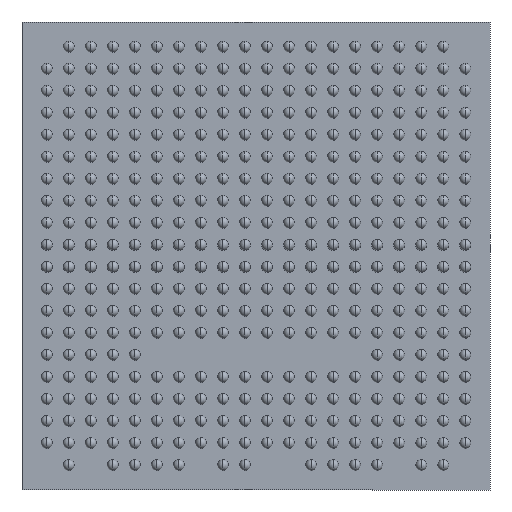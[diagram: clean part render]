
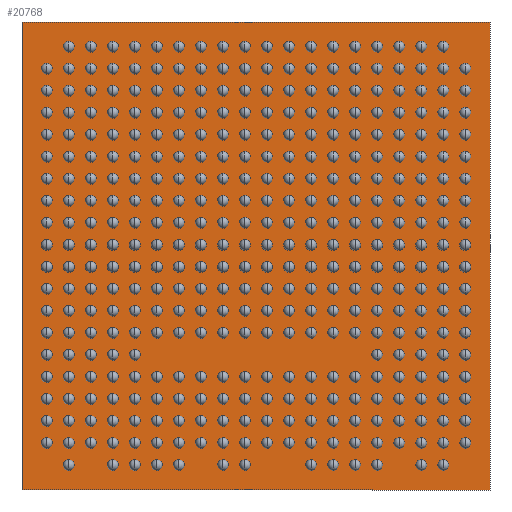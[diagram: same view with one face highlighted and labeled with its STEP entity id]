
A CAD part, front view. The second image highlights one B-rep face of the part: STEP entity #20768.
In plain terms, the highlighted planar face has unit normal (0, -1, 0).
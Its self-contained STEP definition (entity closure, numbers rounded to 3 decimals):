
#155 = ORIENTED_EDGE ( 'NONE', *, *, #6601, .F. ) ;
#933 = ORIENTED_EDGE ( 'NONE', *, *, #20075, .F. ) ;
#1777 = FACE_OUTER_BOUND ( 'NONE', #20209, .T. ) ;
#1864 = CARTESIAN_POINT ( 'NONE',  ( -8.5, 0., -8.5 ) ) ;
#2082 = EDGE_CURVE ( 'NONE', #10425, #29291, #14962, .T. ) ;
#2698 = VECTOR ( 'NONE', #6514, 1000. ) ;
#2764 = ORIENTED_EDGE ( 'NONE', *, *, #2082, .F. ) ;
#2783 = CARTESIAN_POINT ( 'NONE',  ( -8.5, 0., 8.5 ) ) ;
#2859 = LINE ( 'NONE', #17912, #28117 ) ;
#5244 = LINE ( 'NONE', #31462, #11763 ) ;
#6514 = DIRECTION ( 'NONE',  ( 1., 0., 0. ) ) ;
#6601 = EDGE_CURVE ( 'NONE', #8453, #23717, #29509, .T. ) ;
#6695 = CARTESIAN_POINT ( 'NONE',  ( 8.5, 0., -8.5 ) ) ;
#6870 = PLANE ( 'NONE',  #29017 ) ;
#8453 = VERTEX_POINT ( 'NONE', #2783 ) ;
#8671 = DIRECTION ( 'NONE',  ( 0., 0., 1. ) ) ;
#9752 = DIRECTION ( 'NONE',  ( 0., 0., 1. ) ) ;
#10425 = VERTEX_POINT ( 'NONE', #20934 ) ;
#11763 = VECTOR ( 'NONE', #19518, 1000. ) ;
#11904 = CARTESIAN_POINT ( 'NONE',  ( 0., 0., 0. ) ) ;
#14107 = CARTESIAN_POINT ( 'NONE',  ( 8.5, 0., 8.5 ) ) ;
#14374 = DIRECTION ( 'NONE',  ( 0., 1., 0. ) ) ;
#14962 = LINE ( 'NONE', #6695, #29870 ) ;
#15410 = EDGE_CURVE ( 'NONE', #23717, #10425, #5244, .T. ) ;
#17912 = CARTESIAN_POINT ( 'NONE',  ( -8.5, 0., 8.5 ) ) ;
#19518 = DIRECTION ( 'NONE',  ( 0., 0., -1. ) ) ;
#20075 = EDGE_CURVE ( 'NONE', #29291, #8453, #2859, .T. ) ;
#20209 = EDGE_LOOP ( 'NONE', ( #933, #2764, #25550, #155 ) ) ;
#20768 = ADVANCED_FACE ( 'NONE', ( #1777 ), #6870, .F. ) ;
#20934 = CARTESIAN_POINT ( 'NONE',  ( 8.5, 0., -8.5 ) ) ;
#23717 = VERTEX_POINT ( 'NONE', #27606 ) ;
#24679 = DIRECTION ( 'NONE',  ( -1., 0., 0. ) ) ;
#25550 = ORIENTED_EDGE ( 'NONE', *, *, #15410, .F. ) ;
#27606 = CARTESIAN_POINT ( 'NONE',  ( 8.5, 0., 8.5 ) ) ;
#28117 = VECTOR ( 'NONE', #8671, 1000. ) ;
#29017 = AXIS2_PLACEMENT_3D ( 'NONE', #11904, #14374, #9752 ) ;
#29291 = VERTEX_POINT ( 'NONE', #1864 ) ;
#29509 = LINE ( 'NONE', #14107, #2698 ) ;
#29870 = VECTOR ( 'NONE', #24679, 1000. ) ;
#31462 = CARTESIAN_POINT ( 'NONE',  ( 8.5, 0., 8.5 ) ) ;
